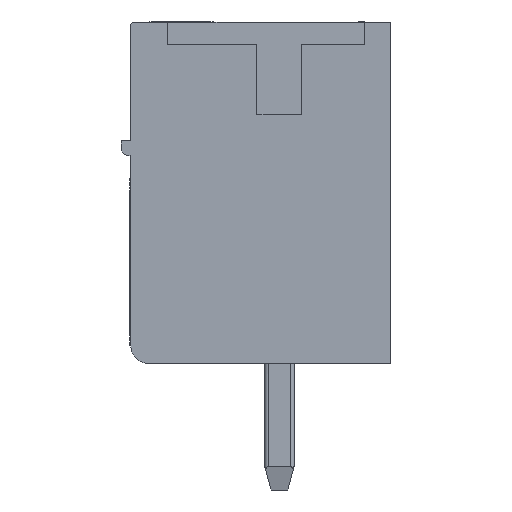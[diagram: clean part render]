
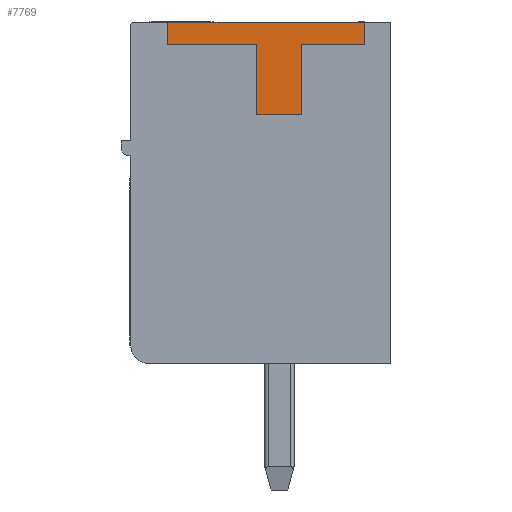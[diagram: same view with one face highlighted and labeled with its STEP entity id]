
A CAD part, left-side view. The second image highlights one B-rep face of the part: STEP entity #7769.
In plain terms, the highlighted planar face has unit normal (-1, 0, 0).
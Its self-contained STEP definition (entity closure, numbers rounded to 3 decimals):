
#7769=ADVANCED_FACE('',(#18812),#18813,.F.);
#11669=VERTEX_POINT('',#23219);
#11671=VERTEX_POINT('',#23221);
#11673=EDGE_CURVE('',#11669,#11671,#23223,.T.);
#11841=VERTEX_POINT('',#23391);
#11845=VERTEX_POINT('',#23395);
#11847=EDGE_CURVE('',#11845,#11841,#23397,.T.);
#11869=VERTEX_POINT('',#23419);
#11873=EDGE_CURVE('',#11869,#11669,#23423,.T.);
#11875=VERTEX_POINT('',#23425);
#11879=EDGE_CURVE('',#11671,#11875,#23429,.T.);
#11901=VERTEX_POINT('',#23451);
#11903=EDGE_CURVE('',#11875,#11901,#23453,.T.);
#11921=VERTEX_POINT('',#23471);
#11925=EDGE_CURVE('',#11901,#11921,#23475,.T.);
#11957=EDGE_CURVE('',#11921,#11841,#23508,.T.);
#11965=EDGE_CURVE('',#11845,#11869,#23516,.T.);
#18812=FACE_OUTER_BOUND('',#32857,.T.);
#18813=PLANE('',#32858);
#23219=CARTESIAN_POINT('',(-0.3,2.4,8.6));
#23221=CARTESIAN_POINT('',(-0.3,2.4,6.7));
#23223=LINE('',#39877,#39878);
#23391=CARTESIAN_POINT('',(-0.3,6.,9.2));
#23395=CARTESIAN_POINT('',(-0.3,0.7,9.2));
#23397=LINE('',#40230,#40231);
#23419=CARTESIAN_POINT('',(-0.3,0.7,8.6));
#23423=LINE('',#40273,#40274);
#23425=CARTESIAN_POINT('',(-0.3,3.6,6.7));
#23429=LINE('',#40283,#40284);
#23451=CARTESIAN_POINT('',(-0.3,3.6,8.6));
#23453=LINE('',#40324,#40325);
#23471=CARTESIAN_POINT('',(-0.3,6.,8.6));
#23475=LINE('',#40364,#40365);
#23508=LINE('',#40435,#40436);
#23516=LINE('',#40449,#40450);
#32857=EDGE_LOOP('',(#52244,#52245,#52246,#52247,#52248,#52249,#52250,#52251));
#32858=AXIS2_PLACEMENT_3D('',#52252,#52253,#52254);
#39877=CARTESIAN_POINT('',(-0.3,2.4,8.6));
#39878=VECTOR('',#57363,1.0);
#40230=CARTESIAN_POINT('',(-0.3,0.7,9.2));
#40231=VECTOR('',#57418,1.0);
#40273=CARTESIAN_POINT('',(-0.3,0.7,8.6));
#40274=VECTOR('',#57429,1.0);
#40283=CARTESIAN_POINT('',(-0.3,2.4,6.7));
#40284=VECTOR('',#57431,1.0);
#40324=CARTESIAN_POINT('',(-0.3,3.6,6.7));
#40325=VECTOR('',#57442,1.0);
#40364=CARTESIAN_POINT('',(-0.3,3.6,8.6));
#40365=VECTOR('',#57451,1.0);
#40435=CARTESIAN_POINT('',(-0.3,6.,8.6));
#40436=VECTOR('',#57467,1.0);
#40449=CARTESIAN_POINT('',(-0.3,0.7,9.2));
#40450=VECTOR('',#57470,1.0);
#52244=ORIENTED_EDGE('',*,*,#11847,.T.);
#52245=ORIENTED_EDGE('',*,*,#11957,.F.);
#52246=ORIENTED_EDGE('',*,*,#11925,.F.);
#52247=ORIENTED_EDGE('',*,*,#11903,.F.);
#52248=ORIENTED_EDGE('',*,*,#11879,.F.);
#52249=ORIENTED_EDGE('',*,*,#11673,.F.);
#52250=ORIENTED_EDGE('',*,*,#11873,.F.);
#52251=ORIENTED_EDGE('',*,*,#11965,.F.);
#52252=CARTESIAN_POINT('',(-0.3,0.567,9.263));
#52253=DIRECTION('',(1.0,0.,0.));
#52254=DIRECTION('',(0.,0.0,-1.0));
#57363=DIRECTION('',(0.,0.,-1.0));
#57418=DIRECTION('',(0.,1.0,0.0));
#57429=DIRECTION('',(0.,1.0,0.0));
#57431=DIRECTION('',(0.,1.0,0.0));
#57442=DIRECTION('',(0.,0.,1.0));
#57451=DIRECTION('',(0.,1.0,0.0));
#57467=DIRECTION('',(0.,0.,1.0));
#57470=DIRECTION('',(0.,0.,-1.0));
